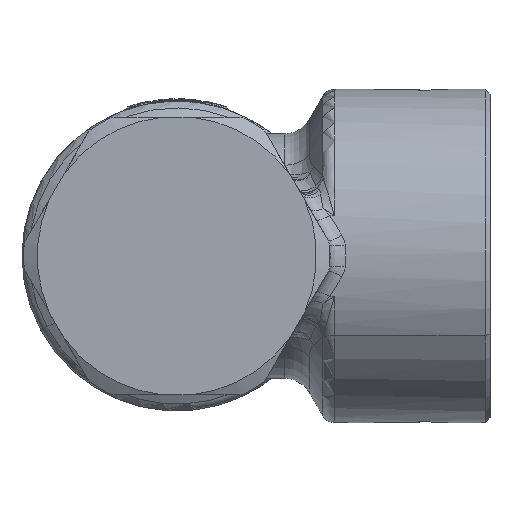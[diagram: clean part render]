
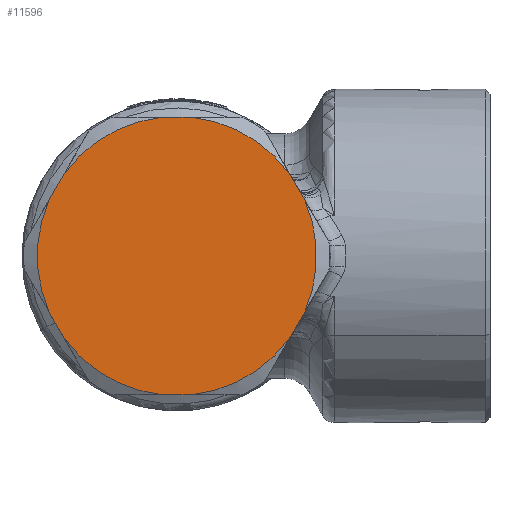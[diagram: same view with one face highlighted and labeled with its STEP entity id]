
A CAD part, front view. The second image highlights one B-rep face of the part: STEP entity #11596.
In plain terms, the highlighted planar face has unit normal (0, -1, 0).
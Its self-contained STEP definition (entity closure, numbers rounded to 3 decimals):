
#8044=CARTESIAN_POINT('Axis2P3D Location',(0.,-38.,0.)) ;
#8048=CARTESIAN_POINT('Vertex',(-16.515,-38.,12.145)) ;
#8050=CARTESIAN_POINT('Vertex',(-2.26,-38.,20.375)) ;
#8257=CARTESIAN_POINT('Axis2P3D Location',(0.,-38.,0.)) ;
#8261=CARTESIAN_POINT('Vertex',(-18.775,-38.,-8.23)) ;
#8263=CARTESIAN_POINT('Vertex',(-18.775,-38.,8.23)) ;
#8289=CARTESIAN_POINT('Axis2P3D Location',(0.,-38.,0.)) ;
#8293=CARTESIAN_POINT('Vertex',(-2.26,-38.,-20.375)) ;
#8295=CARTESIAN_POINT('Vertex',(-16.515,-38.,-12.145)) ;
#9472=CARTESIAN_POINT('Vertex',(2.26,-38.,-20.375)) ;
#9477=CARTESIAN_POINT('Line Origine',(0.,-38.,-20.375)) ;
#11267=CARTESIAN_POINT('Axis2P3D Location',(0.,-38.,0.)) ;
#11271=CARTESIAN_POINT('Vertex',(2.26,-38.,20.375)) ;
#11273=CARTESIAN_POINT('Vertex',(16.515,-38.,12.145)) ;
#11507=CARTESIAN_POINT('Axis2P3D Location',(0.,-38.,0.)) ;
#11511=CARTESIAN_POINT('Vertex',(16.515,-38.,-12.145)) ;
#11543=CARTESIAN_POINT('Axis2P3D Location',(-17.25,-38.,0.)) ;
#11548=CARTESIAN_POINT('Axis2P3D Location',(0.,-38.,0.)) ;
#11552=CARTESIAN_POINT('Vertex',(18.775,-38.,8.23)) ;
#11554=CARTESIAN_POINT('Vertex',(18.775,-38.,-8.23)) ;
#11557=CARTESIAN_POINT('Line Origine',(17.645,-38.,10.188)) ;
#11562=CARTESIAN_POINT('Line Origine',(0.,-38.,20.375)) ;
#11567=CARTESIAN_POINT('Line Origine',(-17.645,-38.,10.188)) ;
#11572=CARTESIAN_POINT('Line Origine',(-17.645,-38.,-10.188)) ;
#11577=CARTESIAN_POINT('Line Origine',(17.645,-38.,-10.188)) ;
#8045=DIRECTION('Axis2P3D Direction',(0.,1.,0.)) ;
#8258=DIRECTION('Axis2P3D Direction',(0.,1.,0.)) ;
#8290=DIRECTION('Axis2P3D Direction',(0.,1.,0.)) ;
#9478=DIRECTION('Vector Direction',(-1.,0.,0.)) ;
#11268=DIRECTION('Axis2P3D Direction',(0.,1.,0.)) ;
#11508=DIRECTION('Axis2P3D Direction',(0.,1.,0.)) ;
#11544=DIRECTION('Axis2P3D Direction',(-0.,1.,0.)) ;
#11545=DIRECTION('Axis2P3D XDirection',(1.,0.,0.)) ;
#11549=DIRECTION('Axis2P3D Direction',(-0.,1.,0.)) ;
#11558=DIRECTION('Vector Direction',(-0.5,0.,0.866)) ;
#11563=DIRECTION('Vector Direction',(1.,0.,0.)) ;
#11568=DIRECTION('Vector Direction',(0.5,0.,0.866)) ;
#11573=DIRECTION('Vector Direction',(0.5,0.,-0.866)) ;
#11578=DIRECTION('Vector Direction',(-0.5,0.,-0.866)) ;
#8046=AXIS2_PLACEMENT_3D('Circle Axis2P3D',#8044,#8045,$) ;
#8259=AXIS2_PLACEMENT_3D('Circle Axis2P3D',#8257,#8258,$) ;
#8291=AXIS2_PLACEMENT_3D('Circle Axis2P3D',#8289,#8290,$) ;
#11269=AXIS2_PLACEMENT_3D('Circle Axis2P3D',#11267,#11268,$) ;
#11509=AXIS2_PLACEMENT_3D('Circle Axis2P3D',#11507,#11508,$) ;
#11546=AXIS2_PLACEMENT_3D('Plane Axis2P3D',#11543,#11544,#11545) ;
#11550=AXIS2_PLACEMENT_3D('Circle Axis2P3D',#11548,#11549,$) ;
#11583=ORIENTED_EDGE('',*,*,#11556,.F.) ;
#11584=ORIENTED_EDGE('',*,*,#11561,.T.) ;
#11585=ORIENTED_EDGE('',*,*,#11275,.F.) ;
#11586=ORIENTED_EDGE('',*,*,#11566,.F.) ;
#11587=ORIENTED_EDGE('',*,*,#8052,.F.) ;
#11588=ORIENTED_EDGE('',*,*,#11571,.F.) ;
#11589=ORIENTED_EDGE('',*,*,#8265,.F.) ;
#11590=ORIENTED_EDGE('',*,*,#11576,.T.) ;
#11591=ORIENTED_EDGE('',*,*,#8297,.F.) ;
#11592=ORIENTED_EDGE('',*,*,#9481,.F.) ;
#11593=ORIENTED_EDGE('',*,*,#11513,.F.) ;
#11594=ORIENTED_EDGE('',*,*,#11581,.F.) ;
#9479=VECTOR('Line Direction',#9478,1.) ;
#11559=VECTOR('Line Direction',#11558,1.) ;
#11564=VECTOR('Line Direction',#11563,1.) ;
#11569=VECTOR('Line Direction',#11568,1.) ;
#11574=VECTOR('Line Direction',#11573,1.) ;
#11579=VECTOR('Line Direction',#11578,1.) ;
#11596=ADVANCED_FACE('PartBody',(#11595),#11547,.F.) ;
#8047=CIRCLE('generated circle',#8046,20.5) ;
#8260=CIRCLE('generated circle',#8259,20.5) ;
#8292=CIRCLE('generated circle',#8291,20.5) ;
#11270=CIRCLE('generated circle',#11269,20.5) ;
#11510=CIRCLE('generated circle',#11509,20.5) ;
#11551=CIRCLE('generated circle',#11550,20.5) ;
#8052=EDGE_CURVE('',#8049,#8051,#8047,.T.) ;
#8265=EDGE_CURVE('',#8262,#8264,#8260,.T.) ;
#8297=EDGE_CURVE('',#8294,#8296,#8292,.T.) ;
#9481=EDGE_CURVE('',#9473,#8294,#9480,.T.) ;
#11275=EDGE_CURVE('',#11272,#11274,#11270,.T.) ;
#11513=EDGE_CURVE('',#11512,#9473,#11510,.T.) ;
#11556=EDGE_CURVE('',#11553,#11555,#11551,.T.) ;
#11561=EDGE_CURVE('',#11553,#11274,#11560,.T.) ;
#11566=EDGE_CURVE('',#8051,#11272,#11565,.T.) ;
#11571=EDGE_CURVE('',#8264,#8049,#11570,.T.) ;
#11576=EDGE_CURVE('',#8262,#8296,#11575,.T.) ;
#11581=EDGE_CURVE('',#11555,#11512,#11580,.T.) ;
#11582=EDGE_LOOP('',(#11583,#11584,#11585,#11586,#11587,#11588,#11589,#11590,#11591,#11592,#11593,#11594)) ;
#11595=FACE_OUTER_BOUND('',#11582,.T.) ;
#9480=LINE('Line',#9477,#9479) ;
#11560=LINE('Line',#11557,#11559) ;
#11565=LINE('Line',#11562,#11564) ;
#11570=LINE('Line',#11567,#11569) ;
#11575=LINE('Line',#11572,#11574) ;
#11580=LINE('Line',#11577,#11579) ;
#11547=PLANE('',#11546) ;
#8049=VERTEX_POINT('',#8048) ;
#8051=VERTEX_POINT('',#8050) ;
#8262=VERTEX_POINT('',#8261) ;
#8264=VERTEX_POINT('',#8263) ;
#8294=VERTEX_POINT('',#8293) ;
#8296=VERTEX_POINT('',#8295) ;
#9473=VERTEX_POINT('',#9472) ;
#11272=VERTEX_POINT('',#11271) ;
#11274=VERTEX_POINT('',#11273) ;
#11512=VERTEX_POINT('',#11511) ;
#11553=VERTEX_POINT('',#11552) ;
#11555=VERTEX_POINT('',#11554) ;
